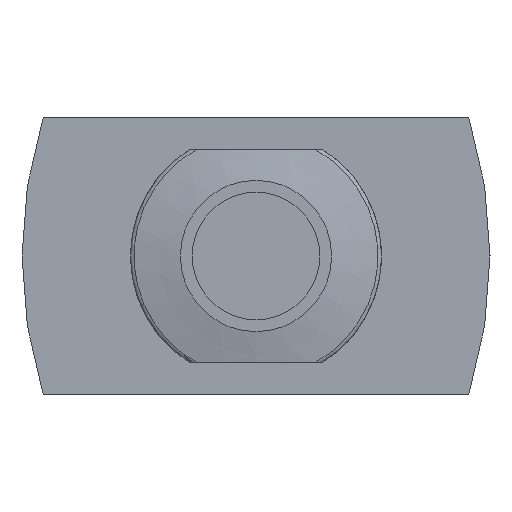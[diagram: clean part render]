
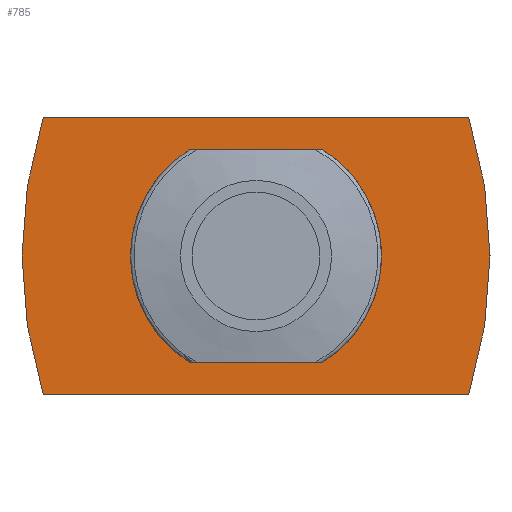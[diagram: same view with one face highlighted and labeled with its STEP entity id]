
A CAD part, left-side view. The second image highlights one B-rep face of the part: STEP entity #785.
In plain terms, the highlighted planar face has unit normal (-1, 0, 0).
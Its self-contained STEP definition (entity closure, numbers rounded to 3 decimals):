
#27=PLANE('',#839);
#62=LINE('',#1105,#82);
#67=LINE('',#1120,#87);
#82=VECTOR('',#919,1000.);
#87=VECTOR('',#932,1000.);
#135=ORIENTED_EDGE('',*,*,#257,.F.);
#136=ORIENTED_EDGE('',*,*,#244,.F.);
#137=ORIENTED_EDGE('',*,*,#254,.F.);
#138=ORIENTED_EDGE('',*,*,#251,.F.);
#139=ORIENTED_EDGE('',*,*,#248,.F.);
#244=EDGE_CURVE('',#308,#309,#62,.T.);
#248=EDGE_CURVE('',#309,#312,#352,.T.);
#251=EDGE_CURVE('',#312,#314,#67,.T.);
#254=EDGE_CURVE('',#314,#308,#354,.T.);
#257=EDGE_CURVE('',#317,#317,#357,.F.);
#308=VERTEX_POINT('',#1106);
#309=VERTEX_POINT('',#1107);
#312=VERTEX_POINT('',#1115);
#314=VERTEX_POINT('',#1121);
#317=VERTEX_POINT('',#1133);
#352=CIRCLE('',#831,21.625);
#354=CIRCLE('',#835,21.625);
#357=CIRCLE('',#840,5.);
#390=EDGE_LOOP('',(#135));
#391=EDGE_LOOP('',(#136,#137,#138,#139));
#448=FACE_BOUND('',#390,.T.);
#449=FACE_BOUND('',#391,.T.);
#785=ADVANCED_FACE('',(#448,#449),#27,.F.);
#831=AXIS2_PLACEMENT_3D('',#1114,#925,#926);
#835=AXIS2_PLACEMENT_3D('',#1126,#937,#938);
#839=AXIS2_PLACEMENT_3D('',#1131,#945,#946);
#840=AXIS2_PLACEMENT_3D('',#1132,#947,#948);
#919=DIRECTION('',(0.,-1.,0.));
#925=DIRECTION('',(1.,0.,0.));
#926=DIRECTION('',(0.,0.,-1.));
#932=DIRECTION('',(0.,1.,0.));
#937=DIRECTION('',(1.,0.,0.));
#938=DIRECTION('',(0.,0.,-1.));
#945=DIRECTION('',(1.,0.,0.));
#946=DIRECTION('',(0.,0.,-1.));
#947=DIRECTION('',(1.,0.,0.));
#948=DIRECTION('',(0.,0.,-1.));
#1105=CARTESIAN_POINT('',(-28.85,10.,6.5));
#1106=CARTESIAN_POINT('',(-28.85,10.,6.5));
#1107=CARTESIAN_POINT('',(-28.85,-10.,6.5));
#1114=CARTESIAN_POINT('',(-28.85,10.625,0.));
#1115=CARTESIAN_POINT('',(-28.85,-10.,-6.5));
#1120=CARTESIAN_POINT('',(-28.85,-10.,-6.5));
#1121=CARTESIAN_POINT('',(-28.85,10.,-6.5));
#1126=CARTESIAN_POINT('',(-28.85,-10.625,0.));
#1131=CARTESIAN_POINT('',(-28.85,10.625,0.));
#1132=CARTESIAN_POINT('',(-28.85,0.,0.));
#1133=CARTESIAN_POINT('',(-28.85,0.,-5.));
